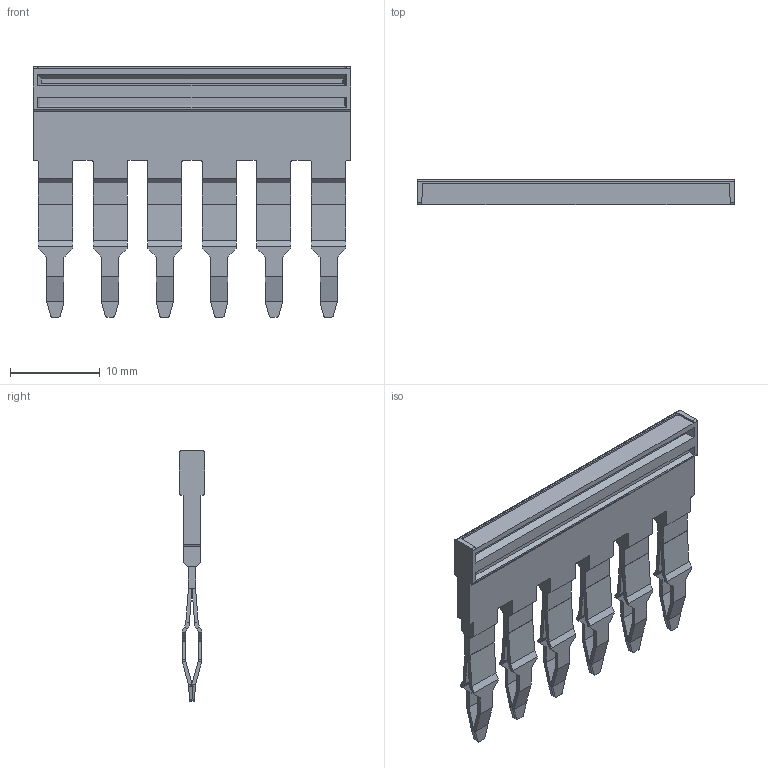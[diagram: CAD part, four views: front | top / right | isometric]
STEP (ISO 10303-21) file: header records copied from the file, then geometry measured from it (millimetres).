
FILE_DESCRIPTION(('CATIA V5 STEP Exchange','CAx-IF Rec.Pracs.--- Model Styling and Organization---1.4--- 2014-01-23'),'2;1');
FILE_NAME ('1373978-5_1', '2023-03-23T07:59:55+00:00', ('none'), ('Weidmueller'), 'CATIA Version 5-6 Release 2016 SP3 HF44', 'CATIA V5 STEP AP214', 'none');
FILE_SCHEMA(('AUTOMOTIVE_DESIGN { 1 0 10303 214 1 1 1 1 }'));
Length unit declared in the file: millimetre
Products named in the file (1): 2831840000
Bounding box: 35.5 x 2.8 x 27.95 mm (x, y, z)
Volume: 1087.8 mm3; surface area: 2341.4 mm2
Topology: 7 solids, 7 shells, 539 faces, 1772 edges, 1239 vertices
Faces by surface type: plane 460, cylinder 79
Entity records: 17692 total; most frequent: ORIENTED_EDGE 3544, CARTESIAN_POINT 3495, DIRECTION 2093, EDGE_CURVE 1772, VECTOR 1566, LINE 1566, VERTEX_POINT 1239, EDGE_LOOP 543
